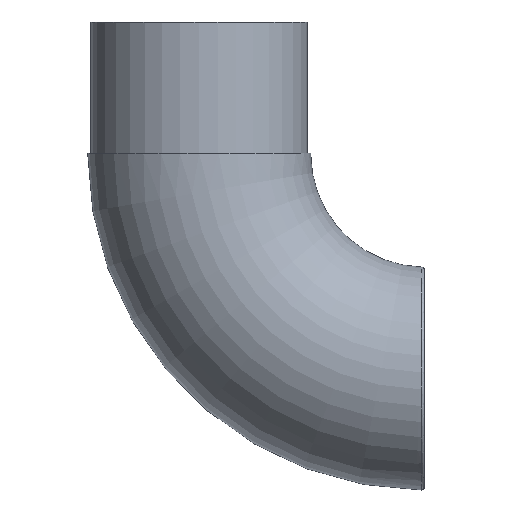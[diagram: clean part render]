
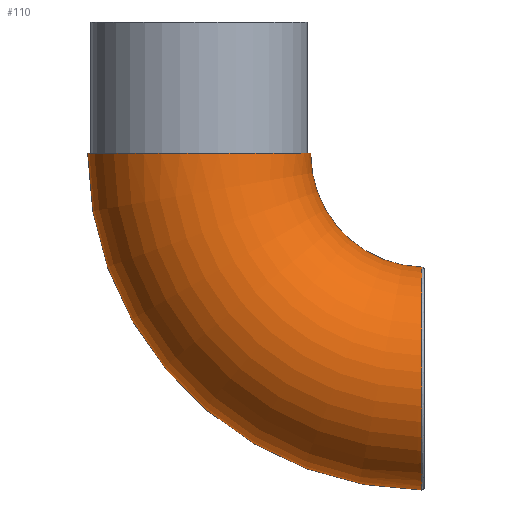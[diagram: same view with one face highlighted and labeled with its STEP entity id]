
A CAD part, front view. The second image highlights one B-rep face of the part: STEP entity #110.
In plain terms, the highlighted toroidal (fillet/blend) face has major radius 42.8 mm and minor radius 21.2 mm.
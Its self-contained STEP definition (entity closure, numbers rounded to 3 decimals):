
#59 = CARTESIAN_POINT ( 'NONE',  ( 46.867, -2.228, -20.471 ) ) ;
#61 = CARTESIAN_POINT ( 'NONE',  ( 46.881, -6.588, 20.777 ) ) ;
#66 = CARTESIAN_POINT ( 'NONE',  ( 46.875, -17.978, 11.87 ) ) ;
#71 = FACE_OUTER_BOUND ( 'NONE', #970, .T. ) ;
#76 = DIRECTION ( 'NONE',  ( 0., 0., -1. ) ) ;
#77 = ORIENTED_EDGE ( 'NONE', *, *, #158, .T. ) ;
#105 = CARTESIAN_POINT ( 'NONE',  ( 4.571, 0., 43.41 ) ) ;
#110 = ADVANCED_FACE ( 'NONE', ( #71 ), #777, .T. ) ;
#136 = CARTESIAN_POINT ( 'NONE',  ( 46.868, -14.293, -15.06 ) ) ;
#143 = CARTESIAN_POINT ( 'NONE',  ( 46.879, -11.978, 18.119 ) ) ;
#149 = CARTESIAN_POINT ( 'NONE',  ( 46.867, -6.837, -19.467 ) ) ;
#154 = CARTESIAN_POINT ( 'NONE',  ( 46.87, -21.088, -1.589 ) ) ;
#157 = CARTESIAN_POINT ( 'NONE',  ( 46.867, -1.858, -20.51 ) ) ;
#158 = EDGE_CURVE ( 'NONE', #764, #592, #598, .T. ) ;
#160 = CARTESIAN_POINT ( 'NONE',  ( 46.868, -11.112, -17.492 ) ) ;
#225 = CARTESIAN_POINT ( 'NONE',  ( 46.875, -18.655, 10.706 ) ) ;
#230 = CARTESIAN_POINT ( 'NONE',  ( 46.87, -21.05, -1.926 ) ) ;
#238 = CARTESIAN_POINT ( 'NONE',  ( 46.867, -7.471, -19.24 ) ) ;
#244 = CARTESIAN_POINT ( 'NONE',  ( 46.869, -18.778, -9.252 ) ) ;
#257 = ORIENTED_EDGE ( 'NONE', *, *, #445, .T. ) ;
#286 = EDGE_CURVE ( 'NONE', #782, #1016, #307, .T. ) ;
#307 = CIRCLE ( 'NONE', #450, 64. ) ;
#321 = CARTESIAN_POINT ( 'NONE',  ( 46.872, -20.729, 5.069 ) ) ;
#329 = CARTESIAN_POINT ( 'NONE',  ( 46.877, -15.558, 15.077 ) ) ;
#335 = CARTESIAN_POINT ( 'NONE',  ( 46.869, -19.632, -7.417 ) ) ;
#341 = CARTESIAN_POINT ( 'NONE',  ( 46.867, -5.547, -19.861 ) ) ;
#398 = CARTESIAN_POINT ( 'NONE',  ( 46.867, -3.568, -20.297 ) ) ;
#403 = CARTESIAN_POINT ( 'NONE',  ( 46.882, -5.299, 21.153 ) ) ;
#414 = CARTESIAN_POINT ( 'NONE',  ( 46.882, -4.649, 21.31 ) ) ;
#419 = CARTESIAN_POINT ( 'NONE',  ( 46.872, -21.066, 3.084 ) ) ;
#432 = ORIENTED_EDGE ( 'NONE', *, *, #1095, .T. ) ;
#433 = CIRCLE ( 'NONE', #638, 21.2 ) ;
#434 = CARTESIAN_POINT ( 'NONE',  ( 46.867, 0., -20.588 ) ) ;
#439 = B_SPLINE_CURVE_WITH_KNOTS ( 'NONE', 3,
 ( #920, #734, #494, #157, #59 ),
 .UNSPECIFIED., .F., .F.,
 ( 4, 1, 4 ),
 ( 0., 0.001, 0.002 ),
 .UNSPECIFIED. ) ;
#441 = DIRECTION ( 'NONE',  ( -1., 0., 0. ) ) ;
#445 = EDGE_CURVE ( 'NONE', #1016, #764, #439, .T. ) ;
#450 = AXIS2_PLACEMENT_3D ( 'NONE', #666, #995, #820 ) ;
#453 = DIRECTION ( 'NONE',  ( 0., 0., -1. ) ) ;
#484 = CARTESIAN_POINT ( 'NONE',  ( 46.87, -20.822, -3.596 ) ) ;
#492 = CARTESIAN_POINT ( 'NONE',  ( 46.871, -21.21, 0.42 ) ) ;
#494 = CARTESIAN_POINT ( 'NONE',  ( 46.867, -1.116, -20.569 ) ) ;
#496 = CARTESIAN_POINT ( 'NONE',  ( 46.869, -19.876, -6.794 ) ) ;
#500 = CARTESIAN_POINT ( 'NONE',  ( 46.872, -20.918, 4.078 ) ) ;
#505 = CARTESIAN_POINT ( 'NONE',  ( 46.882, -2.684, 21.687 ) ) ;
#533 = CARTESIAN_POINT ( 'NONE',  ( -16.629, 0., 43.41 ) ) ;
#568 = CARTESIAN_POINT ( 'NONE',  ( 46.868, -17.022, -12.096 ) ) ;
#575 = CARTESIAN_POINT ( 'NONE',  ( 46.878, -13.59, 16.899 ) ) ;
#579 = CARTESIAN_POINT ( 'NONE',  ( 46.88, -10.29, 19.198 ) ) ;
#585 = CARTESIAN_POINT ( 'NONE',  ( 46.867, -9.331, -18.436 ) ) ;
#591 = DIRECTION ( 'NONE',  ( 0., -1., 0. ) ) ;
#592 = VERTEX_POINT ( 'NONE', #677 ) ;
#598 = B_SPLINE_CURVE_WITH_KNOTS ( 'NONE', 3,
 ( #679, #1094, #398, #912, #341, #149, #238, #992, #585, #160, #986, #1008, #136, #742, #1003, #568, #815, #244, #746, #335, #496, #997, #484, #230, #154, #832, #664, #492, #732, #419, #500, #1073, #321, #1087, #659, #1083, #751, #225, #66, #822, #826, #329, #924, #575, #905, #143, #579, #673, #668, #61, #403, #414, #505, #736, #837 ),
 .UNSPECIFIED., .F., .F.,
 ( 4, 2, 2, 2, 2, 2, 2, 2, 2, 2, 2, 2, 2, 2, 1, 2, 2, 2, 2, 2, 2, 2, 2, 2, 2, 2, 2, 4 ),
 ( 0.002, 0.004, 0.006, 0.008, 0.01, 0.014, 0.016, 0.018, 0.022, 0.025, 0.027, 0.031, 0.032, 0.033, 0.035, 0.037, 0.038, 0.039, 0.043, 0.045, 0.047, 0.051, 0.053, 0.055, 0.059, 0.061, 0.063, 0.067 ),
 .UNSPECIFIED. ) ;
#626 = VERTEX_POINT ( 'NONE', #851 ) ;
#634 = AXIS2_PLACEMENT_3D ( 'NONE', #936, #862, #705 ) ;
#638 = AXIS2_PLACEMENT_3D ( 'NONE', #105, #453, #441 ) ;
#659 = CARTESIAN_POINT ( 'NONE',  ( 46.873, -20.249, 7.035 ) ) ;
#664 = CARTESIAN_POINT ( 'NONE',  ( 46.871, -21.169, -0.584 ) ) ;
#666 = CARTESIAN_POINT ( 'NONE',  ( 47.371, 0., 43.41 ) ) ;
#668 = CARTESIAN_POINT ( 'NONE',  ( 46.881, -7.23, 20.555 ) ) ;
#673 = CARTESIAN_POINT ( 'NONE',  ( 46.88, -9.103, 19.808 ) ) ;
#677 = CARTESIAN_POINT ( 'NONE',  ( 46.882, 0., 21.815 ) ) ;
#679 = CARTESIAN_POINT ( 'NONE',  ( 46.867, -2.228, -20.471 ) ) ;
#685 = CIRCLE ( 'NONE', #634, 21.6 ) ;
#691 = ORIENTED_EDGE ( 'NONE', *, *, #1012, .F. ) ;
#705 = DIRECTION ( 'NONE',  ( 0., 0., -1. ) ) ;
#732 = CARTESIAN_POINT ( 'NONE',  ( 46.871, -21.201, 1.755 ) ) ;
#734 = CARTESIAN_POINT ( 'NONE',  ( 46.867, -0.372, -20.588 ) ) ;
#736 = CARTESIAN_POINT ( 'NONE',  ( 46.882, -1.353, 21.815 ) ) ;
#742 = CARTESIAN_POINT ( 'NONE',  ( 46.868, -15.262, -14.118 ) ) ;
#746 = CARTESIAN_POINT ( 'NONE',  ( 46.869, -19.083, -8.646 ) ) ;
#751 = CARTESIAN_POINT ( 'NONE',  ( 46.874, -18.964, 10.112 ) ) ;
#764 = VERTEX_POINT ( 'NONE', #783 ) ;
#777 = TOROIDAL_SURFACE ( 'NONE', #1100, 42.8, 21.2 ) ;
#782 = VERTEX_POINT ( 'NONE', #533 ) ;
#783 = CARTESIAN_POINT ( 'NONE',  ( 46.867, -2.228, -20.471 ) ) ;
#815 = CARTESIAN_POINT ( 'NONE',  ( 46.869, -17.786, -11.002 ) ) ;
#820 = DIRECTION ( 'NONE',  ( 0., 0., -1. ) ) ;
#822 = CARTESIAN_POINT ( 'NONE',  ( 46.875, -17.608, 12.439 ) ) ;
#826 = CARTESIAN_POINT ( 'NONE',  ( 46.876, -16.435, 14.072 ) ) ;
#832 = CARTESIAN_POINT ( 'NONE',  ( 46.871, -21.147, -0.919 ) ) ;
#837 = CARTESIAN_POINT ( 'NONE',  ( 46.882, 0., 21.815 ) ) ;
#851 = CARTESIAN_POINT ( 'NONE',  ( 25.771, 0., 43.41 ) ) ;
#862 = DIRECTION ( 'NONE',  ( 0., -1., 0. ) ) ;
#905 = CARTESIAN_POINT ( 'NONE',  ( 46.879, -12.526, 17.731 ) ) ;
#912 = CARTESIAN_POINT ( 'NONE',  ( 46.867, -4.89, -20.028 ) ) ;
#917 = CARTESIAN_POINT ( 'NONE',  ( 47.371, 0., 43.41 ) ) ;
#920 = CARTESIAN_POINT ( 'NONE',  ( 46.867, 0., -20.588 ) ) ;
#924 = CARTESIAN_POINT ( 'NONE',  ( 46.878, -14.101, 16.459 ) ) ;
#936 = CARTESIAN_POINT ( 'NONE',  ( 47.371, 0., 43.41 ) ) ;
#970 = EDGE_LOOP ( 'NONE', ( #432, #1032, #257, #77, #691 ) ) ;
#986 = CARTESIAN_POINT ( 'NONE',  ( 46.868, -12.227, -16.759 ) ) ;
#992 = CARTESIAN_POINT ( 'NONE',  ( 46.867, -8.717, -18.725 ) ) ;
#995 = DIRECTION ( 'NONE',  ( 0., -1., 0. ) ) ;
#997 = CARTESIAN_POINT ( 'NONE',  ( 46.87, -20.515, -4.896 ) ) ;
#1003 = CARTESIAN_POINT ( 'NONE',  ( 46.868, -15.722, -13.625 ) ) ;
#1008 = CARTESIAN_POINT ( 'NONE',  ( 46.868, -13.79, -15.504 ) ) ;
#1012 = EDGE_CURVE ( 'NONE', #626, #592, #685, .T. ) ;
#1016 = VERTEX_POINT ( 'NONE', #434 ) ;
#1032 = ORIENTED_EDGE ( 'NONE', *, *, #286, .T. ) ;
#1073 = CARTESIAN_POINT ( 'NONE',  ( 46.872, -20.86, 4.408 ) ) ;
#1083 = CARTESIAN_POINT ( 'NONE',  ( 46.874, -19.804, 8.295 ) ) ;
#1087 = CARTESIAN_POINT ( 'NONE',  ( 46.873, -20.655, 5.4 ) ) ;
#1094 = CARTESIAN_POINT ( 'NONE',  ( 46.867, -2.901, -20.4 ) ) ;
#1095 = EDGE_CURVE ( 'NONE', #626, #782, #433, .T. ) ;
#1100 = AXIS2_PLACEMENT_3D ( 'NONE', #917, #591, #76 ) ;
